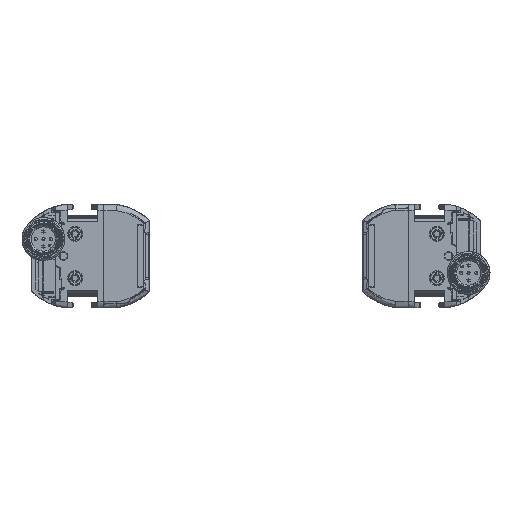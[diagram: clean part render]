
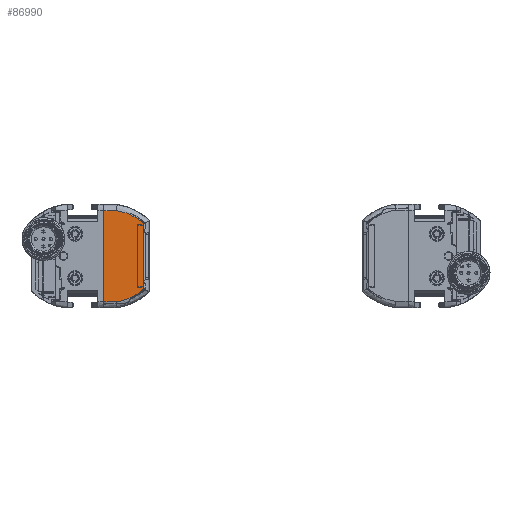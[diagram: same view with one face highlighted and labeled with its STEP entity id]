
A CAD part, front view. The second image highlights one B-rep face of the part: STEP entity #86990.
In plain terms, the highlighted planar face has unit normal (0, -1, 0).
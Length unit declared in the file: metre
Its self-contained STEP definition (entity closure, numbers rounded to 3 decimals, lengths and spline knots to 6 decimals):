
#409 = EDGE_CURVE ( 'NONE', #38999, #9200, #10424, .T. ) ;
#1904 = CARTESIAN_POINT ( 'NONE',  ( -1.598369, -35.610236, 0.509212 ) ) ;
#1955 = CARTESIAN_POINT ( 'NONE',  ( -1.562193, -35.610236, -0.491215 ) ) ;
#2954 = VECTOR ( 'NONE', #10528, 39.370079 ) ;
#3124 = CARTESIAN_POINT ( 'NONE',  ( -1.5, -35.610236, -0.441463 ) ) ;
#3400 = CARTESIAN_POINT ( 'NONE',  ( -1.56138, -35.610236, 0.484928 ) ) ;
#3682 = ORIENTED_EDGE ( 'NONE', *, *, #16475, .F. ) ;
#3904 = CARTESIAN_POINT ( 'NONE',  ( -1.646194, -35.610236, 0.536666 ) ) ;
#4383 = LINE ( 'NONE', #11032, #2954 ) ;
#5231 = EDGE_CURVE ( 'NONE', #60718, #38999, #4383, .T. ) ;
#8614 = CARTESIAN_POINT ( 'NONE',  ( -1.667248, -35.610236, -0.553028 ) ) ;
#9200 = VERTEX_POINT ( 'NONE', #82697 ) ;
#10412 = VECTOR ( 'NONE', #73296, 39.370079 ) ;
#10424 = LINE ( 'NONE', #97320, #10412 ) ;
#10528 = DIRECTION ( 'NONE',  ( 0., 0., 1. ) ) ;
#11032 = CARTESIAN_POINT ( 'NONE',  ( -2.032072, -35.610236, 0.215456 ) ) ;
#11561 = CARTESIAN_POINT ( 'NONE',  ( -1.74212, -35.610236, 0.577796 ) ) ;
#16475 = EDGE_CURVE ( 'NONE', #36129, #60718, #25076, .T. ) ;
#16790 = CARTESIAN_POINT ( 'NONE',  ( -1.5, -35.610236, -0.441463 ) ) ;
#17727 = CARTESIAN_POINT ( 'NONE',  ( -1.670917, -35.610236, 0.548675 ) ) ;
#17773 = CARTESIAN_POINT ( 'NONE',  ( -1.667618, -35.610236, -0.553205 ) ) ;
#18023 = VERTEX_POINT ( 'NONE', #27216 ) ;
#19228 = CARTESIAN_POINT ( 'NONE',  ( -1.508778, -35.610236, 0.443235 ) ) ;
#21503 = ORIENTED_EDGE ( 'NONE', *, *, #96233, .F. ) ;
#24973 = CARTESIAN_POINT ( 'NONE',  ( -1.616489, -35.610236, -0.526424 ) ) ;
#25076 = LINE ( 'NONE', #72109, #32199 ) ;
#25411 = CARTESIAN_POINT ( 'NONE',  ( -1.692862, -35.610236, 0.558637 ) ) ;
#25917 = CARTESIAN_POINT ( 'NONE',  ( -1.583732, -35.610236, 0.499828 ) ) ;
#25963 = CARTESIAN_POINT ( 'NONE',  ( -1.72402, -35.610236, -0.580094 ) ) ;
#26067 = DIRECTION ( 'NONE',  ( -1., 0., 0. ) ) ;
#26413 = CARTESIAN_POINT ( 'NONE',  ( -1.581917, -35.610236, 0.498629 ) ) ;
#26426 = VERTEX_POINT ( 'NONE', #3124 ) ;
#27216 = CARTESIAN_POINT ( 'NONE',  ( -1.5, -35.610236, 0.435368 ) ) ;
#28108 = LINE ( 'NONE', #66987, #74800 ) ;
#29725 = EDGE_CURVE ( 'NONE', #9200, #18023, #62764, .T. ) ;
#32144 = CARTESIAN_POINT ( 'NONE',  ( -1.539333, -35.610236, -0.474296 ) ) ;
#32151 = EDGE_LOOP ( 'NONE', ( #21503, #73573, #61926, #51576, #3682, #65235 ) ) ;
#32199 = VECTOR ( 'NONE', #26067, 39.370079 ) ;
#32643 = CARTESIAN_POINT ( 'NONE',  ( -1.546488, -35.610236, -0.479778 ) ) ;
#33100 = CARTESIAN_POINT ( 'NONE',  ( -1.790307, -35.610236, 0.593101 ) ) ;
#33147 = CARTESIAN_POINT ( 'NONE',  ( -1.657565, -35.610236, -0.548317 ) ) ;
#33639 = CARTESIAN_POINT ( 'NONE',  ( -1.508778, -35.610236, -0.449331 ) ) ;
#34142 = CARTESIAN_POINT ( 'NONE',  ( -1.788452, -35.610236, -0.601748 ) ) ;
#34605 = CARTESIAN_POINT ( 'NONE',  ( -1.519608, -35.610236, 0.452566 ) ) ;
#35095 = CARTESIAN_POINT ( 'NONE',  ( -1.580703, -35.610236, 0.497824 ) ) ;
#36129 = VERTEX_POINT ( 'NONE', #73830 ) ;
#38999 = VERTEX_POINT ( 'NONE', #99939 ) ;
#40770 = CARTESIAN_POINT ( 'NONE',  ( -1.860405, -35.610236, 0.607189 ) ) ;
#42256 = CARTESIAN_POINT ( 'NONE',  ( -1.602849, -35.610236, 0.511974 ) ) ;
#42748 = CARTESIAN_POINT ( 'NONE',  ( -1.669376, -35.610236, 0.547946 ) ) ;
#48499 = CARTESIAN_POINT ( 'NONE',  ( -1.578872, -35.610236, -0.502698 ) ) ;
#48979 = CARTESIAN_POINT ( 'NONE',  ( -1.665746, -35.610236, -0.552309 ) ) ;
#49453 = CARTESIAN_POINT ( 'NONE',  ( -1.667984, -35.610236, 0.547284 ) ) ;
#49499 = CARTESIAN_POINT ( 'NONE',  ( -1.65469, -35.610236, -0.546882 ) ) ;
#51576 = ORIENTED_EDGE ( 'NONE', *, *, #5231, .F. ) ;
#56643 = CARTESIAN_POINT ( 'NONE',  ( -1.59144, -35.610236, 0.504825 ) ) ;
#56694 = CARTESIAN_POINT ( 'NONE',  ( -1.666801, -35.610236, -0.552815 ) ) ;
#57147 = CARTESIAN_POINT ( 'NONE',  ( -1.580048, -35.610236, 0.497389 ) ) ;
#57657 = CARTESIAN_POINT ( 'NONE',  ( -1.545908, -35.610236, 0.473412 ) ) ;
#57702 = CARTESIAN_POINT ( 'NONE',  ( -1.575559, -35.610236, -0.500471 ) ) ;
#57932 = PLANE ( 'NONE',  #64276 ) ;
#58649 = CARTESIAN_POINT ( 'NONE',  ( -1.680239, -35.610236, 0.553001 ) ) ;
#60718 = VERTEX_POINT ( 'NONE', #81297 ) ;
#61926 = ORIENTED_EDGE ( 'NONE', *, *, #409, .F. ) ;
#62764 = B_SPLINE_CURVE_WITH_KNOTS ( 'NONE', 3,
 ( #40770, #89311, #33100, #11561, #64820, #64314, #25411, #58649, #80631, #17727, #42748, #88806, #73943, #49453, #71956, #3904, #95467, #81124, #42256, #1904, #56643, #95974, #25917, #26413, #35095, #57147, #3400, #57657, #34605, #19228, #65815 ),
 .UNSPECIFIED., .F., .F.,
 ( 4, 2, 2, 1, 1, 1, 1, 1, 2, 2, 2, 2, 2, 1, 1, 2, 2, 2, 4 ),
 ( 0., 0.25, 0.375, 0.4375, 0.46875, 0.484375, 0.492188, 0.496094, 0.498047, 0.5, 0.625, 0.6875, 0.71875, 0.734375, 0.742188, 0.746094, 0.75, 0.875, 1. ),
 .UNSPECIFIED. ) ;
#63369 = CARTESIAN_POINT ( 'NONE',  ( -1.568495, -35.610236, -0.495628 ) ) ;
#63867 = CARTESIAN_POINT ( 'NONE',  ( -1.599039, -35.610236, -0.516159 ) ) ;
#64110 = FACE_OUTER_BOUND ( 'NONE', #32151, .T. ) ;
#64276 = AXIS2_PLACEMENT_3D ( 'NONE', #88596, #65114, #96267 ) ;
#64314 = CARTESIAN_POINT ( 'NONE',  ( -1.703967, -35.610236, 0.563265 ) ) ;
#64820 = CARTESIAN_POINT ( 'NONE',  ( -1.726555, -35.610236, 0.572222 ) ) ;
#64874 = CARTESIAN_POINT ( 'NONE',  ( -1.578354, -35.610236, -0.502352 ) ) ;
#65114 = DIRECTION ( 'NONE',  ( 0., 1., 0. ) ) ;
#65235 = ORIENTED_EDGE ( 'NONE', *, *, #87857, .F. ) ;
#65365 = CARTESIAN_POINT ( 'NONE',  ( -1.571706, -35.610236, -0.497851 ) ) ;
#65815 = CARTESIAN_POINT ( 'NONE',  ( -1.5, -35.610236, 0.435368 ) ) ;
#66987 = CARTESIAN_POINT ( 'NONE',  ( -1.5, -35.610236, 0.215456 ) ) ;
#71956 = CARTESIAN_POINT ( 'NONE',  ( -1.658453, -35.610236, 0.54274 ) ) ;
#72003 = CARTESIAN_POINT ( 'NONE',  ( -1.519608, -35.610236, -0.458661 ) ) ;
#72109 = CARTESIAN_POINT ( 'NONE',  ( -2.007874, -35.610236, -0.613284 ) ) ;
#73002 = CARTESIAN_POINT ( 'NONE',  ( -1.661616, -35.610236, -0.550308 ) ) ;
#73127 = DIRECTION ( 'NONE',  ( 0., 0., -1. ) ) ;
#73296 = DIRECTION ( 'NONE',  ( 1., 0., 0. ) ) ;
#73573 = ORIENTED_EDGE ( 'NONE', *, *, #29725, .F. ) ;
#73830 = CARTESIAN_POINT ( 'NONE',  ( -1.860405, -35.610236, -0.613284 ) ) ;
#73943 = CARTESIAN_POINT ( 'NONE',  ( -1.668277, -35.610236, 0.547424 ) ) ;
#74800 = VECTOR ( 'NONE', #73127, 39.370079 ) ;
#75758 = B_SPLINE_CURVE_WITH_KNOTS ( 'NONE', 3,
 ( #16790, #33639, #72003, #32144, #32643, #87366, #1955, #63369, #65365, #57702, #96023, #64874, #48499, #63867, #24973, #80185, #94518, #49499, #33147, #73002, #95519, #48979, #56694, #8614, #88858, #17773, #25963, #34142, #87867 ),
 .UNSPECIFIED., .F., .F.,
 ( 4, 2, 2, 2, 1, 1, 2, 2, 2, 2, 2, 1, 1, 1, 2, 2, 4 ),
 ( 0., 0.125, 0.1875, 0.21875, 0.234375, 0.242188, 0.246094, 0.25, 0.375, 0.4375, 0.46875, 0.484375, 0.492188, 0.496094, 0.498047, 0.5, 1. ),
 .UNSPECIFIED. ) ;
#80185 = CARTESIAN_POINT ( 'NONE',  ( -1.638767, -35.610236, -0.538676 ) ) ;
#80631 = CARTESIAN_POINT ( 'NONE',  ( -1.67401, -35.610236, 0.550126 ) ) ;
#81124 = CARTESIAN_POINT ( 'NONE',  ( -1.615844, -35.610236, 0.519802 ) ) ;
#81297 = CARTESIAN_POINT ( 'NONE',  ( -2.032072, -35.610236, -0.613284 ) ) ;
#82697 = CARTESIAN_POINT ( 'NONE',  ( -1.860405, -35.610236, 0.607189 ) ) ;
#86990 = ADVANCED_FACE ( 'NONE', ( #64110 ), #57932, .F. ) ;
#87366 = CARTESIAN_POINT ( 'NONE',  ( -1.55815, -35.610236, -0.488316 ) ) ;
#87857 = EDGE_CURVE ( 'NONE', #26426, #36129, #75758, .T. ) ;
#87867 = CARTESIAN_POINT ( 'NONE',  ( -1.860405, -35.610236, -0.613284 ) ) ;
#88596 = CARTESIAN_POINT ( 'NONE',  ( -2.007874, -35.610236, 0.215456 ) ) ;
#88806 = CARTESIAN_POINT ( 'NONE',  ( -1.668716, -35.610236, 0.547632 ) ) ;
#88858 = CARTESIAN_POINT ( 'NONE',  ( -1.667544, -35.610236, -0.553169 ) ) ;
#89311 = CARTESIAN_POINT ( 'NONE',  ( -1.824429, -35.610236, 0.601421 ) ) ;
#94518 = CARTESIAN_POINT ( 'NONE',  ( -1.645548, -35.610236, -0.542234 ) ) ;
#95467 = CARTESIAN_POINT ( 'NONE',  ( -1.623916, -35.610236, 0.524413 ) ) ;
#95519 = CARTESIAN_POINT ( 'NONE',  ( -1.663576, -35.610236, -0.551263 ) ) ;
#95974 = CARTESIAN_POINT ( 'NONE',  ( -1.587924, -35.610236, 0.50257 ) ) ;
#96023 = CARTESIAN_POINT ( 'NONE',  ( -1.577233, -35.610236, -0.501599 ) ) ;
#96233 = EDGE_CURVE ( 'NONE', #18023, #26426, #28108, .T. ) ;
#96267 = DIRECTION ( 'NONE',  ( 1., 0., 0. ) ) ;
#97320 = CARTESIAN_POINT ( 'NONE',  ( -2.007874, -35.610236, 0.607189 ) ) ;
#99939 = CARTESIAN_POINT ( 'NONE',  ( -2.032072, -35.610236, 0.607189 ) ) ;
